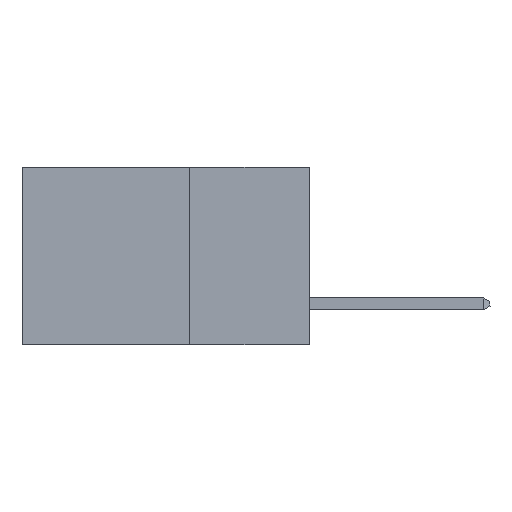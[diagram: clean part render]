
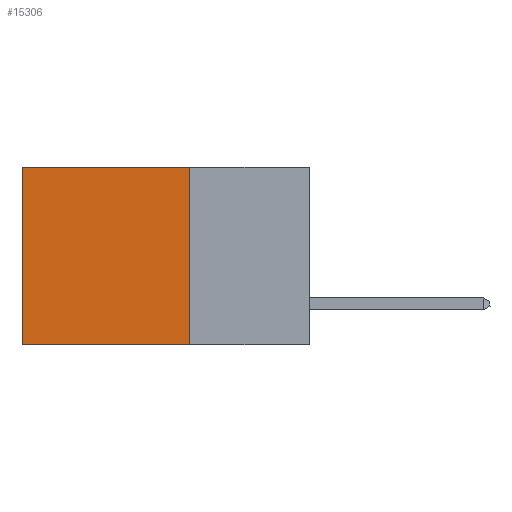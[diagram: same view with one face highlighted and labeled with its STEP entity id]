
A CAD part, left-side view. The second image highlights one B-rep face of the part: STEP entity #15306.
In plain terms, the highlighted planar face has unit normal (-1, 0, 0).
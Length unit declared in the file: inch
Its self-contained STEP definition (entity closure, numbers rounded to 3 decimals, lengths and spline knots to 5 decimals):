
#146 = VECTOR ( 'NONE', #172, 39.37008 ) ;
#172 = DIRECTION ( 'NONE',  ( 0., 1., 0. ) ) ;
#1021 = PLANE ( 'NONE',  #13646 ) ;
#1141 = CARTESIAN_POINT ( 'NONE',  ( 0.2875, 0.25, 0. ) ) ;
#1233 = VECTOR ( 'NONE', #13214, 39.37008 ) ;
#1343 = DIRECTION ( 'NONE',  ( 0., 1., 0. ) ) ;
#1887 = CARTESIAN_POINT ( 'NONE',  ( 0.2875, 0.25, 0. ) ) ;
#2243 = CARTESIAN_POINT ( 'NONE',  ( 0.2875, 0.25, 0. ) ) ;
#2828 = VECTOR ( 'NONE', #3678, 39.37008 ) ;
#3186 = VERTEX_POINT ( 'NONE', #5841 ) ;
#3352 = LINE ( 'NONE', #5010, #146 ) ;
#3426 = ORIENTED_EDGE ( 'NONE', *, *, #9385, .F. ) ;
#3567 = CARTESIAN_POINT ( 'NONE',  ( 0.2875, 0.6, 0. ) ) ;
#3678 = DIRECTION ( 'NONE',  ( 0., 0., -1. ) ) ;
#3741 = CARTESIAN_POINT ( 'NONE',  ( 0.2875, 0.25, 0. ) ) ;
#4460 = CARTESIAN_POINT ( 'NONE',  ( 0.2875, 0.6, -0.37 ) ) ;
#4673 = EDGE_CURVE ( 'NONE', #13591, #11221, #6063, .T. ) ;
#4681 = DIRECTION ( 'NONE',  ( 1., 0., 0. ) ) ;
#4870 = EDGE_CURVE ( 'NONE', #13591, #3186, #10250, .T. ) ;
#5010 = CARTESIAN_POINT ( 'NONE',  ( 0.2875, 0.25, -0.37 ) ) ;
#5841 = CARTESIAN_POINT ( 'NONE',  ( 0.2875, 0.6, 0. ) ) ;
#6063 = LINE ( 'NONE', #3741, #2828 ) ;
#6640 = VECTOR ( 'NONE', #1343, 39.37008 ) ;
#7325 = FACE_OUTER_BOUND ( 'NONE', #10818, .T. ) ;
#9385 = EDGE_CURVE ( 'NONE', #11221, #15178, #3352, .T. ) ;
#10212 = ORIENTED_EDGE ( 'NONE', *, *, #4870, .T. ) ;
#10250 = LINE ( 'NONE', #1887, #6640 ) ;
#10531 = LINE ( 'NONE', #3567, #1233 ) ;
#10818 = EDGE_LOOP ( 'NONE', ( #11896, #3426, #15438, #10212 ) ) ;
#11221 = VERTEX_POINT ( 'NONE', #14656 ) ;
#11691 = EDGE_CURVE ( 'NONE', #3186, #15178, #10531, .T. ) ;
#11896 = ORIENTED_EDGE ( 'NONE', *, *, #11691, .T. ) ;
#13093 = DIRECTION ( 'NONE',  ( 0., 0., -1. ) ) ;
#13214 = DIRECTION ( 'NONE',  ( 0., 0., -1. ) ) ;
#13591 = VERTEX_POINT ( 'NONE', #1141 ) ;
#13646 = AXIS2_PLACEMENT_3D ( 'NONE', #2243, #4681, #13093 ) ;
#14656 = CARTESIAN_POINT ( 'NONE',  ( 0.2875, 0.25, -0.37 ) ) ;
#15178 = VERTEX_POINT ( 'NONE', #4460 ) ;
#15306 = ADVANCED_FACE ( 'NONE', ( #7325 ), #1021, .F. ) ;
#15438 = ORIENTED_EDGE ( 'NONE', *, *, #4673, .F. ) ;
